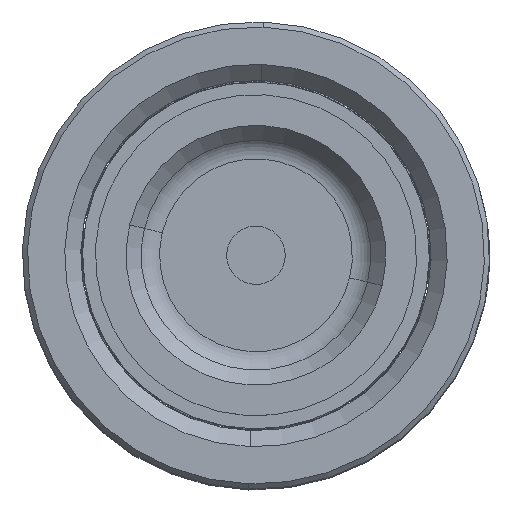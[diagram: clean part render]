
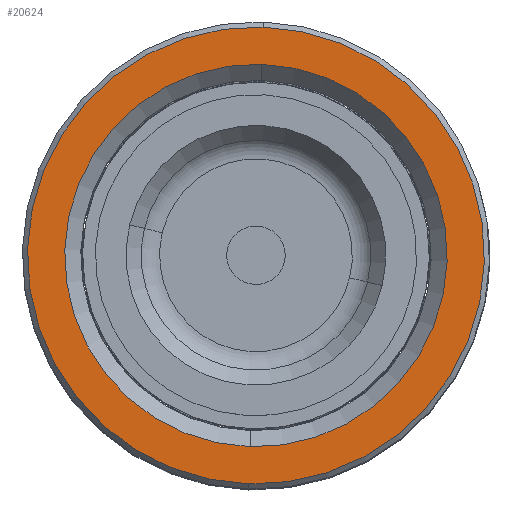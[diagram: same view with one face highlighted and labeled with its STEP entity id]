
A CAD part, top view. The second image highlights one B-rep face of the part: STEP entity #20624.
In plain terms, the highlighted planar face has unit normal (0, 0, 1).
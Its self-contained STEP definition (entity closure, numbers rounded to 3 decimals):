
#98 = EDGE_CURVE ( 'NONE', #29133, #37743, #4937, .T. ) ;
#2201 = EDGE_LOOP ( 'NONE', ( #3389, #6684 ) ) ;
#2855 = DIRECTION ( 'NONE',  ( 0., 0., 1. ) ) ;
#3389 = ORIENTED_EDGE ( 'NONE', *, *, #33872, .T. ) ;
#4333 = CARTESIAN_POINT ( 'NONE',  ( 0., 0., 80. ) ) ;
#4410 = CARTESIAN_POINT ( 'NONE',  ( 0., 0., 80. ) ) ;
#4937 = CIRCLE ( 'NONE', #28649, 31.3 ) ;
#6684 = ORIENTED_EDGE ( 'NONE', *, *, #98, .T. ) ;
#7568 = DIRECTION ( 'NONE',  ( 0., 0., -1. ) ) ;
#7716 = DIRECTION ( 'NONE',  ( 1., 0., 0. ) ) ;
#10330 = ORIENTED_EDGE ( 'NONE', *, *, #23426, .T. ) ;
#10384 = AXIS2_PLACEMENT_3D ( 'NONE', #27106, #2855, #36020 ) ;
#11015 = EDGE_LOOP ( 'NONE', ( #20051, #10330 ) ) ;
#11192 = VERTEX_POINT ( 'NONE', #23074 ) ;
#15182 = CARTESIAN_POINT ( 'NONE',  ( 26.2, 0., 80. ) ) ;
#16581 = AXIS2_PLACEMENT_3D ( 'NONE', #25606, #7568, #28638 ) ;
#16602 = CARTESIAN_POINT ( 'NONE',  ( -31.3, 0., 80. ) ) ;
#16650 = PLANE ( 'NONE',  #36279 ) ;
#19626 = CIRCLE ( 'NONE', #10384, 31.3 ) ;
#19891 = CARTESIAN_POINT ( 'NONE',  ( 31.3, 0., 80. ) ) ;
#20051 = ORIENTED_EDGE ( 'NONE', *, *, #30786, .T. ) ;
#20624 = ADVANCED_FACE ( 'NONE', ( #21940, #33758 ), #16650, .T. ) ;
#21940 = FACE_OUTER_BOUND ( 'NONE', #2201, .T. ) ;
#23074 = CARTESIAN_POINT ( 'NONE',  ( -26.2, 0., 80. ) ) ;
#23426 = EDGE_CURVE ( 'NONE', #11192, #27116, #27058, .T. ) ;
#25443 = DIRECTION ( 'NONE',  ( 1., 0., 0. ) ) ;
#25493 = CARTESIAN_POINT ( 'NONE',  ( 0., 0., 80. ) ) ;
#25606 = CARTESIAN_POINT ( 'NONE',  ( 0., 0., 80. ) ) ;
#27058 = CIRCLE ( 'NONE', #32597, 26.2 ) ;
#27106 = CARTESIAN_POINT ( 'NONE',  ( 0., 0., 80. ) ) ;
#27116 = VERTEX_POINT ( 'NONE', #15182 ) ;
#28036 = DIRECTION ( 'NONE',  ( 0., 0., 1. ) ) ;
#28638 = DIRECTION ( 'NONE',  ( 1., 0., 0. ) ) ;
#28649 = AXIS2_PLACEMENT_3D ( 'NONE', #4410, #28036, #34072 ) ;
#29133 = VERTEX_POINT ( 'NONE', #19891 ) ;
#30786 = EDGE_CURVE ( 'NONE', #27116, #11192, #35896, .T. ) ;
#32597 = AXIS2_PLACEMENT_3D ( 'NONE', #4333, #36836, #25443 ) ;
#33758 = FACE_BOUND ( 'NONE', #11015, .T. ) ;
#33872 = EDGE_CURVE ( 'NONE', #37743, #29133, #19626, .T. ) ;
#34072 = DIRECTION ( 'NONE',  ( 1., 0., 0. ) ) ;
#35896 = CIRCLE ( 'NONE', #16581, 26.2 ) ;
#36020 = DIRECTION ( 'NONE',  ( 1., 0., 0. ) ) ;
#36279 = AXIS2_PLACEMENT_3D ( 'NONE', #25493, #37651, #7716 ) ;
#36836 = DIRECTION ( 'NONE',  ( 0., 0., -1. ) ) ;
#37651 = DIRECTION ( 'NONE',  ( 0., 0., 1. ) ) ;
#37743 = VERTEX_POINT ( 'NONE', #16602 ) ;
